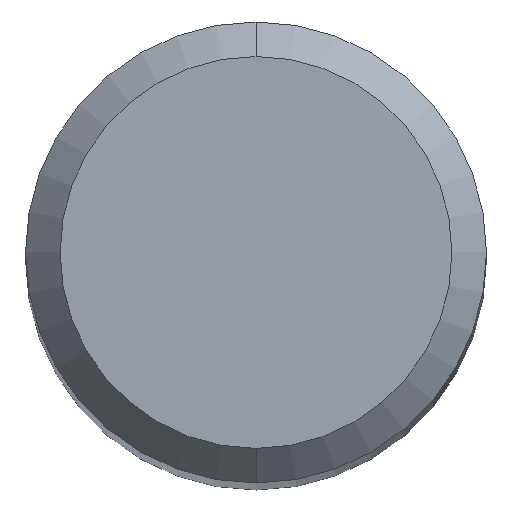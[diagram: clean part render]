
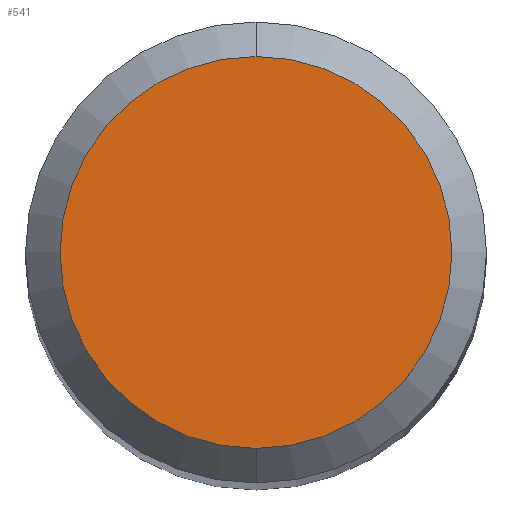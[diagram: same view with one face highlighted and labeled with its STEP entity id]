
A CAD part, top view. The second image highlights one B-rep face of the part: STEP entity #541.
In plain terms, the highlighted planar face has unit normal (0, 0, 1).
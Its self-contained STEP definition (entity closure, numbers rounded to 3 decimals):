
#541=ADVANCED_FACE('',(#1404),#1405,.T.);
#727=EDGE_CURVE('',#1175,#1013,#1608,.T.);
#1013=VERTEX_POINT('',#1923);
#1175=VERTEX_POINT('',#2098);
#1215=EDGE_CURVE('',#1013,#1175,#2140,.T.);
#1404=FACE_OUTER_BOUND('',#2526,.T.);
#1405=PLANE('',#2527);
#1608=CIRCLE('',#3495,1.7);
#1923=CARTESIAN_POINT('',(0.0,1.7,0.0));
#2098=CARTESIAN_POINT('',(0.,-1.7,0.0));
#2140=CIRCLE('',#6222,1.7);
#2526=EDGE_LOOP('',(#6548,#6549));
#2527=AXIS2_PLACEMENT_3D('',#6550,#6551,#6552);
#3495=AXIS2_PLACEMENT_3D('',#6768,#6769,#6770);
#6222=AXIS2_PLACEMENT_3D('',#7324,#7325,#7326);
#6548=ORIENTED_EDGE('',*,*,#1215,.F.);
#6549=ORIENTED_EDGE('',*,*,#727,.F.);
#6550=CARTESIAN_POINT('',(0.0,0.85,0.0));
#6551=DIRECTION('',(-0.0,0.0,1.0));
#6552=DIRECTION('',(0.0,-1.0,0.0));
#6768=CARTESIAN_POINT('',(0.0,0.0,0.0));
#6769=DIRECTION('',(0.0,0.0,-1.0));
#6770=DIRECTION('',(0.0,1.0,0.0));
#7324=CARTESIAN_POINT('',(0.0,0.0,0.0));
#7325=DIRECTION('',(0.0,0.0,-1.0));
#7326=DIRECTION('',(0.0,1.0,0.0));
